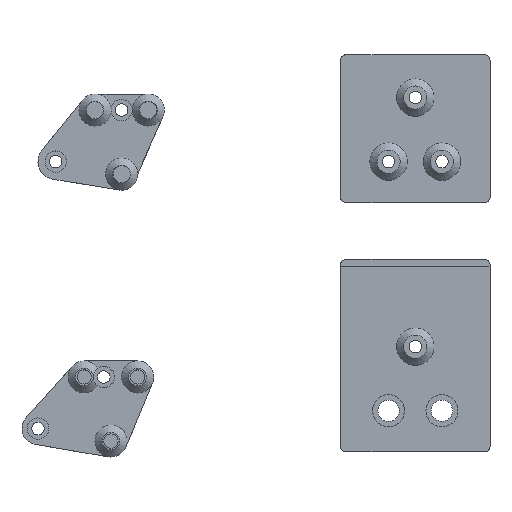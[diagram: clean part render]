
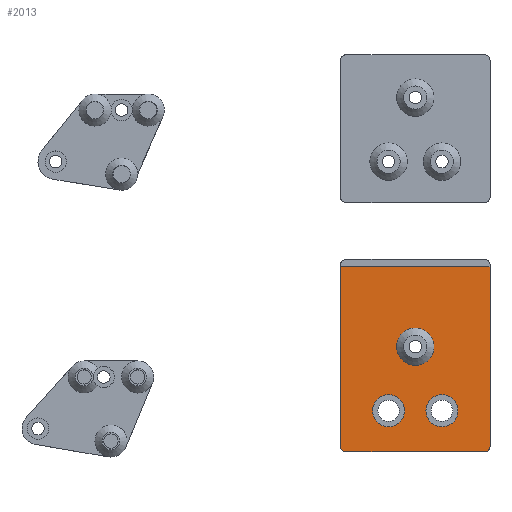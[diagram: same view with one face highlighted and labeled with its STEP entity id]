
A CAD part, top view. The second image highlights one B-rep face of the part: STEP entity #2013.
In plain terms, the highlighted planar face has unit normal (0, 0, 1).
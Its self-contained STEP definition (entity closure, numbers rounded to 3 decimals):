
#59=FACE_BOUND('',#358,.T.);
#60=FACE_BOUND('',#359,.T.);
#61=FACE_BOUND('',#360,.T.);
#108=PLANE('',#2246);
#210=FACE_OUTER_BOUND('',#357,.T.);
#357=EDGE_LOOP('',(#1678,#1679,#1680,#1681,#1682,#1683));
#358=EDGE_LOOP('',(#1684));
#359=EDGE_LOOP('',(#1685));
#360=EDGE_LOOP('',(#1686));
#489=LINE('',#3329,#634);
#497=LINE('',#3359,#642);
#498=LINE('',#3362,#643);
#506=LINE('',#3381,#651);
#634=VECTOR('',#2701,10.);
#642=VECTOR('',#2729,10.);
#643=VECTOR('',#2732,10.);
#651=VECTOR('',#2754,10.);
#777=CIRCLE('',#2214,1.5);
#784=CIRCLE('',#2224,1.5);
#788=CIRCLE('',#2236,4.5);
#791=CIRCLE('',#2241,4.5);
#793=CIRCLE('',#2247,5.25);
#935=VERTEX_POINT('',#3319);
#936=VERTEX_POINT('',#3321);
#938=VERTEX_POINT('',#3327);
#947=VERTEX_POINT('',#3349);
#950=VERTEX_POINT('',#3357);
#951=VERTEX_POINT('',#3361);
#957=VERTEX_POINT('',#3385);
#960=VERTEX_POINT('',#3394);
#962=VERTEX_POINT('',#3405);
#1171=EDGE_CURVE('',#935,#936,#777,.T.);
#1175=EDGE_CURVE('',#938,#935,#489,.T.);
#1185=EDGE_CURVE('',#947,#938,#784,.T.);
#1190=EDGE_CURVE('',#950,#947,#497,.T.);
#1191=EDGE_CURVE('',#936,#951,#498,.T.);
#1201=EDGE_CURVE('',#950,#951,#506,.T.);
#1204=EDGE_CURVE('',#957,#957,#788,.T.);
#1208=EDGE_CURVE('',#960,#960,#791,.T.);
#1212=EDGE_CURVE('',#962,#962,#793,.T.);
#1678=ORIENTED_EDGE('',*,*,#1171,.F.);
#1679=ORIENTED_EDGE('',*,*,#1175,.F.);
#1680=ORIENTED_EDGE('',*,*,#1185,.F.);
#1681=ORIENTED_EDGE('',*,*,#1190,.F.);
#1682=ORIENTED_EDGE('',*,*,#1201,.T.);
#1683=ORIENTED_EDGE('',*,*,#1191,.F.);
#1684=ORIENTED_EDGE('',*,*,#1204,.T.);
#1685=ORIENTED_EDGE('',*,*,#1208,.T.);
#1686=ORIENTED_EDGE('',*,*,#1212,.F.);
#2013=ADVANCED_FACE('',(#210,#59,#60,#61),#108,.F.);
#2214=AXIS2_PLACEMENT_3D('',#3322,#2694,#2695);
#2224=AXIS2_PLACEMENT_3D('',#3350,#2721,#2722);
#2236=AXIS2_PLACEMENT_3D('',#3387,#2760,#2761);
#2241=AXIS2_PLACEMENT_3D('',#3396,#2771,#2772);
#2246=AXIS2_PLACEMENT_3D('',#3404,#2783,#2784);
#2247=AXIS2_PLACEMENT_3D('',#3406,#2785,#2786);
#2694=DIRECTION('center_axis',(0.,0.,-1.));
#2695=DIRECTION('ref_axis',(-0.707,-0.707,0.));
#2701=DIRECTION('',(-1.,0.,0.));
#2721=DIRECTION('center_axis',(0.,0.,-1.));
#2722=DIRECTION('ref_axis',(0.707,-0.707,0.));
#2729=DIRECTION('',(0.,-1.,0.));
#2732=DIRECTION('',(0.,1.,0.));
#2754=DIRECTION('',(-1.,0.,0.));
#2760=DIRECTION('center_axis',(0.,0.,-1.));
#2761=DIRECTION('ref_axis',(-1.,0.,0.));
#2771=DIRECTION('center_axis',(0.,0.,-1.));
#2772=DIRECTION('ref_axis',(-1.,0.,0.));
#2783=DIRECTION('center_axis',(0.,0.,-1.));
#2784=DIRECTION('ref_axis',(1.,0.,0.));
#2785=DIRECTION('center_axis',(0.,0.,1.));
#2786=DIRECTION('ref_axis',(1.,0.,0.));
#3319=CARTESIAN_POINT('',(61.5,-41.5,4.));
#3321=CARTESIAN_POINT('',(60.,-40.,4.));
#3322=CARTESIAN_POINT('Origin',(61.5,-40.,4.));
#3327=CARTESIAN_POINT('',(100.5,-41.5,4.));
#3329=CARTESIAN_POINT('',(102.,-41.5,4.));
#3349=CARTESIAN_POINT('',(102.,-40.,4.));
#3350=CARTESIAN_POINT('Origin',(100.5,-40.,4.));
#3357=CARTESIAN_POINT('',(102.,10.5,4.));
#3359=CARTESIAN_POINT('',(102.,12.5,4.));
#3361=CARTESIAN_POINT('',(60.,10.5,4.));
#3362=CARTESIAN_POINT('',(60.,-29.,4.));
#3381=CARTESIAN_POINT('',(70.5,10.5,4.));
#3385=CARTESIAN_POINT('',(78.,-30.,4.));
#3387=CARTESIAN_POINT('Origin',(73.5,-30.,4.));
#3394=CARTESIAN_POINT('',(93.,-30.,4.));
#3396=CARTESIAN_POINT('Origin',(88.5,-30.,4.));
#3404=CARTESIAN_POINT('Origin',(81.,-20.75,4.));
#3405=CARTESIAN_POINT('',(75.75,-12.,4.));
#3406=CARTESIAN_POINT('Origin',(81.,-12.,4.));
